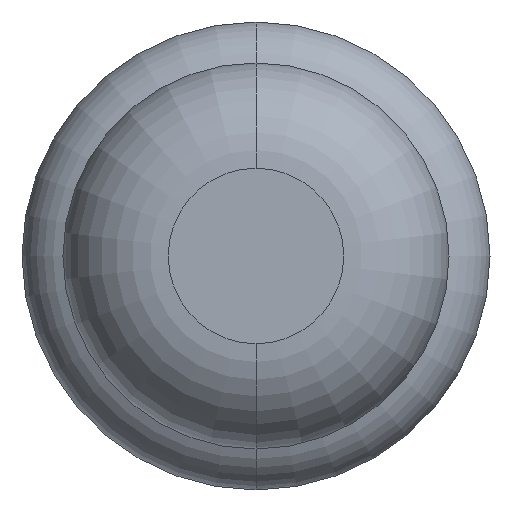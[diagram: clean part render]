
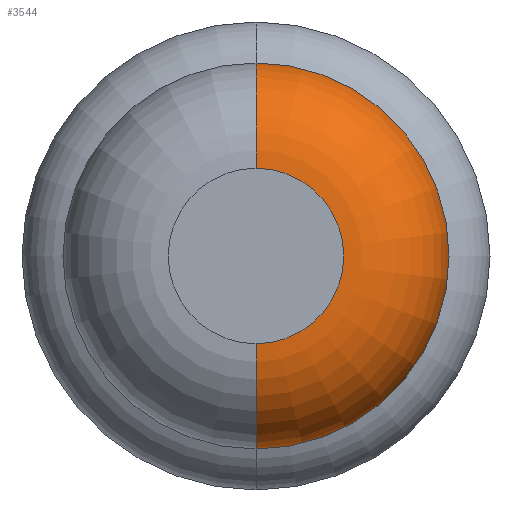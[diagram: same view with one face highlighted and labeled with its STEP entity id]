
A CAD part, front view. The second image highlights one B-rep face of the part: STEP entity #3544.
In plain terms, the highlighted toroidal (fillet/blend) face has major radius 0.375 mm and minor radius 0.45 mm.
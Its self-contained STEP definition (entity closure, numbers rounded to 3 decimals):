
#4 = CARTESIAN_POINT ( 'NONE',  ( 0., -26.95, 0.825 ) ) ;
#261 = ORIENTED_EDGE ( 'NONE', *, *, #933, .T. ) ;
#290 = CARTESIAN_POINT ( 'NONE',  ( 0., -27.4, 0.375 ) ) ;
#360 = EDGE_CURVE ( 'NONE', #502, #1867, #1614, .T. ) ;
#432 = CIRCLE ( 'NONE', #2565, 0.45 ) ;
#502 = VERTEX_POINT ( 'NONE', #290 ) ;
#574 = CARTESIAN_POINT ( 'NONE',  ( 0., -26.95, 0. ) ) ;
#806 = VERTEX_POINT ( 'NONE', #2552 ) ;
#842 = CIRCLE ( 'NONE', #3738, 0.375 ) ;
#933 = EDGE_CURVE ( 'Defeature ausgef�hrt1_5+Defeature ausgef�hrt1_4+Defeature ausgef�hrt1_4+Defeature ausgef�hrt1_4', #502, #806, #842, .T. ) ;
#1037 = VERTEX_POINT ( 'NONE', #1310 ) ;
#1145 = DIRECTION ( 'NONE',  ( 0., 0., 1. ) ) ;
#1310 = CARTESIAN_POINT ( 'NONE',  ( 0., -26.95, -0.825 ) ) ;
#1333 = TOROIDAL_SURFACE ( 'NONE', #1398, 0.375, 0.45 ) ;
#1398 = AXIS2_PLACEMENT_3D ( 'NONE', #574, #3162, #1417 ) ;
#1417 = DIRECTION ( 'NONE',  ( 0., 0., 1. ) ) ;
#1442 = EDGE_CURVE ( 'Defeature ausgef�hrt1_6+Defeature ausgef�hrt1_5+Defeature ausgef�hrt1_5+Defeature ausgef�hrt1_5', #1867, #1037, #1877, .T. ) ;
#1614 = CIRCLE ( 'NONE', #3369, 0.45 ) ;
#1777 = FACE_OUTER_BOUND ( 'NONE', #2165, .T. ) ;
#1867 = VERTEX_POINT ( 'NONE', #4 ) ;
#1877 = CIRCLE ( 'NONE', #1893, 0.825 ) ;
#1893 = AXIS2_PLACEMENT_3D ( 'NONE', #2010, #2872, #1145 ) ;
#1896 = ORIENTED_EDGE ( 'NONE', *, *, #360, .F. ) ;
#1909 = ORIENTED_EDGE ( 'NONE', *, *, #1442, .F. ) ;
#2010 = CARTESIAN_POINT ( 'NONE',  ( 0., -26.95, 0. ) ) ;
#2154 = CARTESIAN_POINT ( 'NONE',  ( 0., -26.95, -0.375 ) ) ;
#2164 = DIRECTION ( 'NONE',  ( 1., 0., 0. ) ) ;
#2165 = EDGE_LOOP ( 'NONE', ( #261, #2990, #1909, #1896 ) ) ;
#2331 = DIRECTION ( 'NONE',  ( 0., 0., 1. ) ) ;
#2356 = DIRECTION ( 'NONE',  ( 0., 1., 0. ) ) ;
#2552 = CARTESIAN_POINT ( 'NONE',  ( 0., -27.4, -0.375 ) ) ;
#2557 = DIRECTION ( 'NONE',  ( -1., 0., 0. ) ) ;
#2565 = AXIS2_PLACEMENT_3D ( 'NONE', #2154, #2164, #2703 ) ;
#2703 = DIRECTION ( 'NONE',  ( 0., 0., -1. ) ) ;
#2872 = DIRECTION ( 'NONE',  ( 0., 1., 0. ) ) ;
#2990 = ORIENTED_EDGE ( 'NONE', *, *, #3299, .T. ) ;
#3128 = CARTESIAN_POINT ( 'NONE',  ( 0., -26.95, 0.375 ) ) ;
#3162 = DIRECTION ( 'NONE',  ( 0., 1., 0. ) ) ;
#3299 = EDGE_CURVE ( 'NONE', #806, #1037, #432, .T. ) ;
#3369 = AXIS2_PLACEMENT_3D ( 'NONE', #3128, #2557, #3416 ) ;
#3416 = DIRECTION ( 'NONE',  ( 0., 0., 1. ) ) ;
#3506 = CARTESIAN_POINT ( 'NONE',  ( 0., -27.4, 0. ) ) ;
#3544 = ADVANCED_FACE ( 'Defeature ausgef�hrt1_5', ( #1777 ), #1333, .T. ) ;
#3738 = AXIS2_PLACEMENT_3D ( 'NONE', #3506, #2356, #2331 ) ;
